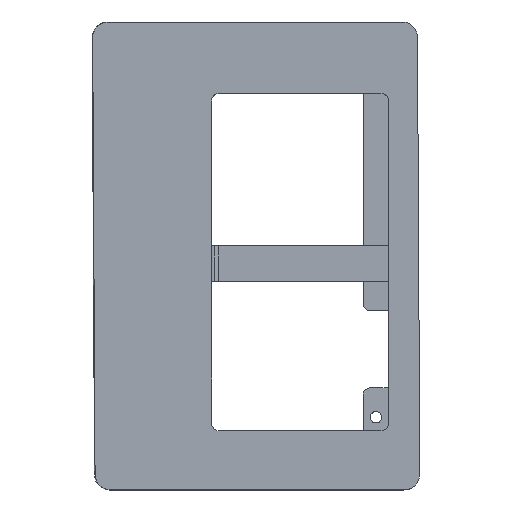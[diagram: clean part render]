
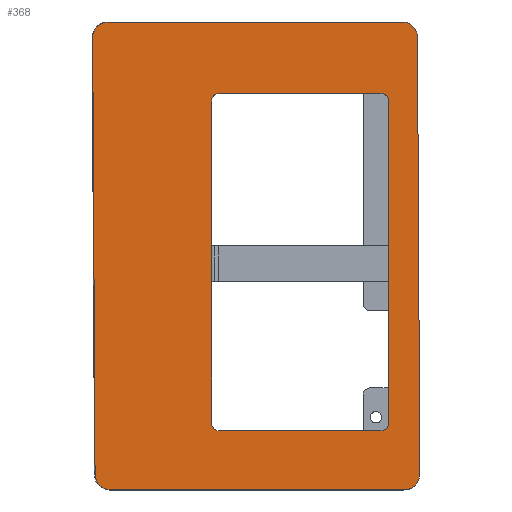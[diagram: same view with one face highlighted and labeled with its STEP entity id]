
A CAD part, top view. The second image highlights one B-rep face of the part: STEP entity #368.
In plain terms, the highlighted planar face has unit normal (0, 0, 1).
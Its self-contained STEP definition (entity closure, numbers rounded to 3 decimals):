
#368=ADVANCED_FACE('5:5042',(#815,#816),#817,.T.);
#815=FACE_OUTER_BOUND('',#1355,.T.);
#816=FACE_BOUND('',#1356,.T.);
#817=PLANE('',#1357);
#1355=EDGE_LOOP('',(#2315,#2316,#2317,#2318,#2319,#2320,#2321,#2322,#2323,#2324,#2325,#2326));
#1356=EDGE_LOOP('',(#2327,#2328,#2329,#2330,#2331,#2332,#2333,#2334,#2335,#2336,#2337,#2338));
#1357=AXIS2_PLACEMENT_3D('',#2339,#2340,#2341);
#2315=ORIENTED_EDGE('',*,*,#3526,.F.);
#2316=ORIENTED_EDGE('',*,*,#3696,.F.);
#2317=ORIENTED_EDGE('',*,*,#3691,.F.);
#2318=ORIENTED_EDGE('',*,*,#3521,.F.);
#2319=ORIENTED_EDGE('',*,*,#3712,.F.);
#2320=ORIENTED_EDGE('',*,*,#3713,.F.);
#2321=ORIENTED_EDGE('',*,*,#3419,.F.);
#2322=ORIENTED_EDGE('',*,*,#3714,.F.);
#2323=ORIENTED_EDGE('',*,*,#3715,.F.);
#2324=ORIENTED_EDGE('',*,*,#3424,.F.);
#2325=ORIENTED_EDGE('',*,*,#3716,.T.);
#2326=ORIENTED_EDGE('',*,*,#3687,.F.);
#2327=ORIENTED_EDGE('',*,*,#3717,.F.);
#2328=ORIENTED_EDGE('',*,*,#3432,.F.);
#2329=ORIENTED_EDGE('',*,*,#3718,.F.);
#2330=ORIENTED_EDGE('',*,*,#3719,.F.);
#2331=ORIENTED_EDGE('',*,*,#3427,.F.);
#2332=ORIENTED_EDGE('',*,*,#3720,.F.);
#2333=ORIENTED_EDGE('',*,*,#3721,.F.);
#2334=ORIENTED_EDGE('',*,*,#3437,.F.);
#2335=ORIENTED_EDGE('',*,*,#3722,.F.);
#2336=ORIENTED_EDGE('',*,*,#3723,.F.);
#2337=ORIENTED_EDGE('',*,*,#3442,.F.);
#2338=ORIENTED_EDGE('',*,*,#3724,.F.);
#2339=CARTESIAN_POINT('',(-17.232,-72.89,64.276));
#2340=DIRECTION('',(0.0,0.0,1.0));
#2341=DIRECTION('',(1.0,0.0,0.0));
#3419=EDGE_CURVE('17:13736',#4130,#4126,#4132,.T.);
#3424=EDGE_CURVE('17:14297',#4139,#4135,#4141,.T.);
#3427=EDGE_CURVE('',#4143,#4146,#4147,.T.);
#3432=EDGE_CURVE('',#4152,#4155,#4156,.T.);
#3437=EDGE_CURVE('',#4161,#4164,#4165,.T.);
#3442=EDGE_CURVE('',#4170,#4173,#4174,.T.);
#3521=EDGE_CURVE('17:11477',#4314,#4310,#4316,.T.);
#3526=EDGE_CURVE('17:12574',#4323,#4319,#4325,.T.);
#3687=EDGE_CURVE('',#4319,#4564,#4565,.T.);
#3691=EDGE_CURVE('',#4310,#4570,#4571,.T.);
#3696=EDGE_CURVE('7:2223',#4570,#4323,#4577,.F.);
#3712=EDGE_CURVE('4:3227',#4599,#4314,#4600,.T.);
#3713=EDGE_CURVE('',#4126,#4599,#4601,.T.);
#3714=EDGE_CURVE('4:3215',#4602,#4130,#4603,.F.);
#3715=EDGE_CURVE('',#4135,#4602,#4604,.T.);
#3716=EDGE_CURVE('7:2229',#4139,#4564,#4605,.F.);
#3717=EDGE_CURVE('5:5638',#4155,#4606,#4607,.F.);
#3718=EDGE_CURVE('14:12540',#4608,#4152,#4609,.T.);
#3719=EDGE_CURVE('5:5641',#4146,#4608,#4610,.T.);
#3720=EDGE_CURVE('14:8970',#4611,#4143,#4612,.T.);
#3721=EDGE_CURVE('5:5644',#4164,#4611,#4613,.F.);
#3722=EDGE_CURVE('14:9990',#4614,#4161,#4615,.T.);
#3723=EDGE_CURVE('5:5647',#4173,#4614,#4616,.T.);
#3724=EDGE_CURVE('14:11673',#4606,#4170,#4617,.T.);
#4126=VERTEX_POINT('',#5158);
#4130=VERTEX_POINT('',#5163);
#4132=ELLIPSE('',#5166,6.,6.0);
#4135=VERTEX_POINT('',#5169);
#4139=VERTEX_POINT('',#5174);
#4141=ELLIPSE('',#5177,6.,6.0);
#4143=VERTEX_POINT('',#5179);
#4146=VERTEX_POINT('',#5183);
#4147=CIRCLE('',#5184,3.0);
#4152=VERTEX_POINT('',#5190);
#4155=VERTEX_POINT('',#5194);
#4156=CIRCLE('',#5195,3.0);
#4161=VERTEX_POINT('',#5201);
#4164=VERTEX_POINT('',#5205);
#4165=CIRCLE('',#5206,3.0);
#4170=VERTEX_POINT('',#5212);
#4173=VERTEX_POINT('',#5216);
#4174=CIRCLE('',#5217,3.0);
#4310=VERTEX_POINT('',#5382);
#4314=VERTEX_POINT('',#5387);
#4316=ELLIPSE('',#5390,6.,6.0);
#4319=VERTEX_POINT('',#5393);
#4323=VERTEX_POINT('',#5398);
#4325=ELLIPSE('',#5401,6.,6.);
#4564=VERTEX_POINT('',#5704);
#4565=ELLIPSE('',#5705,6.,6.);
#4570=VERTEX_POINT('',#5711);
#4571=ELLIPSE('',#5712,6.,6.0);
#4577=LINE('',#5720,#5721);
#4599=VERTEX_POINT('',#5752);
#4600=LINE('',#5753,#5754);
#4601=ELLIPSE('',#5755,6.,6.0);
#4602=VERTEX_POINT('',#5756);
#4603=LINE('',#5757,#5758);
#4604=ELLIPSE('',#5759,6.,6.0);
#4605=LINE('',#5760,#5761);
#4606=VERTEX_POINT('',#5762);
#4607=LINE('',#5763,#5764);
#4608=VERTEX_POINT('',#5765);
#4609=CIRCLE('',#5766,3.0);
#4610=LINE('',#5767,#5768);
#4611=VERTEX_POINT('',#5769);
#4612=CIRCLE('',#5770,3.0);
#4613=LINE('',#5771,#5772);
#4614=VERTEX_POINT('',#5773);
#4615=CIRCLE('',#5774,3.0);
#4616=LINE('',#5775,#5776);
#4617=CIRCLE('',#5777,3.0);
#5158=CARTESIAN_POINT('',(-78.749,-81.144,64.276));
#5163=CARTESIAN_POINT('',(-74.518,-82.89,64.276));
#5166=AXIS2_PLACEMENT_3D('',#6421,#6422,#6423);
#5169=CARTESIAN_POINT('',(44.738,-81.121,64.276));
#5174=CARTESIAN_POINT('',(46.484,-76.858,64.276));
#5177=AXIS2_PLACEMENT_3D('',#6429,#6430,#6431);
#5179=CARTESIAN_POINT('',(-34.086,-58.981,64.276));
#5183=CARTESIAN_POINT('',(-31.965,-59.86,64.276));
#5184=AXIS2_PLACEMENT_3D('',#6433,#6434,#6435);
#5190=CARTESIAN_POINT('',(33.416,-58.981,64.276));
#5194=CARTESIAN_POINT('',(34.295,-56.86,64.276));
#5195=AXIS2_PLACEMENT_3D('',#6441,#6442,#6443);
#5201=CARTESIAN_POINT('',(-34.086,71.151,64.276));
#5205=CARTESIAN_POINT('',(-34.965,69.03,64.276));
#5206=AXIS2_PLACEMENT_3D('',#6449,#6450,#6451);
#5212=CARTESIAN_POINT('',(33.416,71.151,64.276));
#5216=CARTESIAN_POINT('',(31.295,72.03,64.276));
#5217=AXIS2_PLACEMENT_3D('',#6457,#6458,#6459);
#5382=CARTESIAN_POINT('',(-79.69,98.231,64.276));
#5387=CARTESIAN_POINT('',(-81.436,93.968,64.276));
#5390=AXIS2_PLACEMENT_3D('',#6587,#6588,#6589);
#5393=CARTESIAN_POINT('',(43.797,98.254,64.276));
#5398=CARTESIAN_POINT('',(39.566,100.,64.276));
#5401=AXIS2_PLACEMENT_3D('',#6595,#6596,#6597);
#5704=CARTESIAN_POINT('',(45.566,94.032,64.276));
#5705=AXIS2_PLACEMENT_3D('',#6863,#6864,#6865);
#5711=CARTESIAN_POINT('',(-75.436,100.,64.276));
#5712=AXIS2_PLACEMENT_3D('',#6870,#6871,#6872);
#5720=CARTESIAN_POINT('',(-17.686,100.,64.276));
#5721=VECTOR('',#6878,1.0);
#5752=CARTESIAN_POINT('',(-80.518,-76.922,64.276));
#5753=CARTESIAN_POINT('',(-80.603,-61.085,64.276));
#5754=VECTOR('',#6900,1.);
#5755=AXIS2_PLACEMENT_3D('',#6901,#6902,#6903);
#5756=CARTESIAN_POINT('',(40.484,-82.89,64.276));
#5757=CARTESIAN_POINT('',(-9.616,-82.89,64.276));
#5758=VECTOR('',#6904,1.0);
#5759=AXIS2_PLACEMENT_3D('',#6905,#6906,#6907);
#5760=CARTESIAN_POINT('',(46.396,-60.403,64.276));
#5761=VECTOR('',#6908,1.);
#5762=CARTESIAN_POINT('',(34.295,69.03,64.276));
#5763=CARTESIAN_POINT('',(34.295,-28.625,64.276));
#5764=VECTOR('',#6909,1.0);
#5765=CARTESIAN_POINT('',(31.295,-59.86,64.276));
#5766=AXIS2_PLACEMENT_3D('',#6910,#6911,#6912);
#5767=CARTESIAN_POINT('',(-12.719,-59.86,64.276));
#5768=VECTOR('',#6913,1.0);
#5769=CARTESIAN_POINT('',(-34.965,-56.86,64.276));
#5770=AXIS2_PLACEMENT_3D('',#6914,#6915,#6916);
#5771=CARTESIAN_POINT('',(-34.965,-28.625,64.276));
#5772=VECTOR('',#6917,1.0);
#5773=CARTESIAN_POINT('',(-31.965,72.03,64.276));
#5774=AXIS2_PLACEMENT_3D('',#6918,#6919,#6920);
#5775=CARTESIAN_POINT('',(-12.719,72.03,64.276));
#5776=VECTOR('',#6921,1.0);
#5777=AXIS2_PLACEMENT_3D('',#6922,#6923,#6924);
#6421=CARTESIAN_POINT('',(-74.518,-76.89,64.276));
#6422=DIRECTION('',(-0.0,0.0,-1.0));
#6423=DIRECTION('',(-1.0,0.,0.0));
#6429=CARTESIAN_POINT('',(40.484,-76.89,64.276));
#6430=DIRECTION('',(0.0,-0.0,-1.0));
#6431=DIRECTION('',(1.0,0.,0.0));
#6433=CARTESIAN_POINT('',(-31.965,-56.86,64.276));
#6434=DIRECTION('',(0.0,0.0,1.0));
#6435=DIRECTION('',(-0.707,-0.707,0.0));
#6441=CARTESIAN_POINT('',(31.295,-56.86,64.276));
#6442=DIRECTION('',(0.0,0.0,1.0));
#6443=DIRECTION('',(0.707,-0.707,0.0));
#6449=CARTESIAN_POINT('',(-31.965,69.03,64.276));
#6450=DIRECTION('',(0.0,0.0,1.0));
#6451=DIRECTION('',(-0.707,0.707,0.0));
#6457=CARTESIAN_POINT('',(31.295,69.03,64.276));
#6458=DIRECTION('',(0.0,-0.0,1.0));
#6459=DIRECTION('',(0.707,0.707,0.0));
#6587=CARTESIAN_POINT('',(-75.436,94.,64.276));
#6588=DIRECTION('',(-0.0,0.0,-1.0));
#6589=DIRECTION('',(-1.0,0.,0.0));
#6595=CARTESIAN_POINT('',(39.566,94.,64.276));
#6596=DIRECTION('',(0.0,0.0,-1.0));
#6597=DIRECTION('',(1.0,0.,0.0));
#6863=CARTESIAN_POINT('',(39.566,94.,64.276));
#6864=DIRECTION('',(0.0,0.0,-1.0));
#6865=DIRECTION('',(1.0,0.,0.0));
#6870=CARTESIAN_POINT('',(-75.436,94.,64.276));
#6871=DIRECTION('',(-0.0,0.0,-1.0));
#6872=DIRECTION('',(-1.0,0.,0.0));
#6878=DIRECTION('',(-1.0,0.0,0.0));
#6900=DIRECTION('',(-0.005,1.,0.0));
#6901=CARTESIAN_POINT('',(-74.518,-76.89,64.276));
#6902=DIRECTION('',(-0.0,0.0,-1.0));
#6903=DIRECTION('',(-1.0,0.,0.0));
#6904=DIRECTION('',(1.0,0.0,-0.0));
#6905=CARTESIAN_POINT('',(40.484,-76.89,64.276));
#6906=DIRECTION('',(0.0,-0.0,-1.0));
#6907=DIRECTION('',(1.0,0.,0.0));
#6908=DIRECTION('',(0.005,-1.,0.0));
#6909=DIRECTION('',(0.0,-1.0,0.0));
#6910=CARTESIAN_POINT('',(31.295,-56.86,64.276));
#6911=DIRECTION('',(0.0,0.0,1.0));
#6912=DIRECTION('',(0.707,-0.707,0.0));
#6913=DIRECTION('',(1.0,0.0,-0.0));
#6914=CARTESIAN_POINT('',(-31.965,-56.86,64.276));
#6915=DIRECTION('',(0.0,0.0,1.0));
#6916=DIRECTION('',(-0.707,-0.707,0.0));
#6917=DIRECTION('',(0.0,1.0,0.0));
#6918=CARTESIAN_POINT('',(-31.965,69.03,64.276));
#6919=DIRECTION('',(0.0,0.0,1.0));
#6920=DIRECTION('',(-0.707,0.707,0.0));
#6921=DIRECTION('',(-1.0,0.0,0.0));
#6922=CARTESIAN_POINT('',(31.295,69.03,64.276));
#6923=DIRECTION('',(0.0,-0.0,1.0));
#6924=DIRECTION('',(0.707,0.707,0.0));
